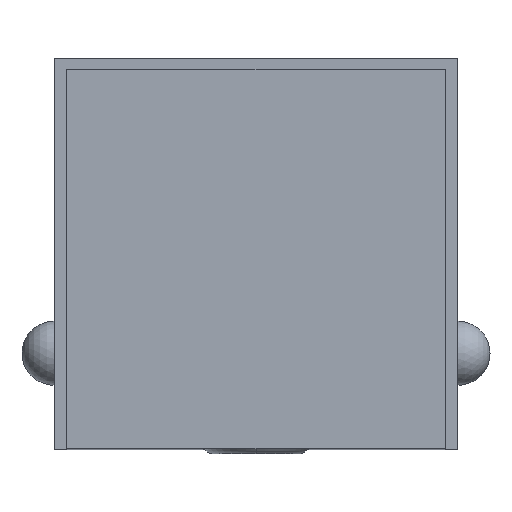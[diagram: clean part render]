
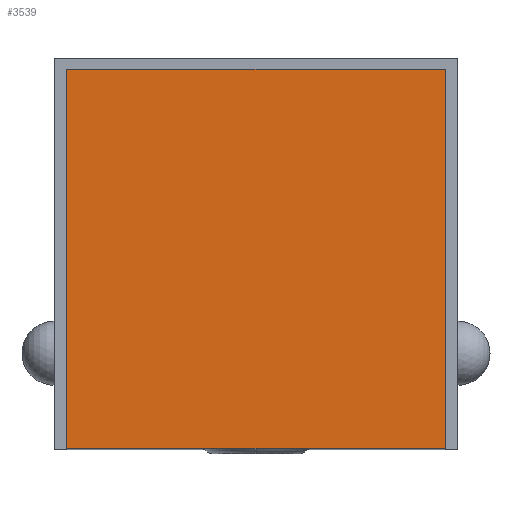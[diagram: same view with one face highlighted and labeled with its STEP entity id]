
A CAD part, top view. The second image highlights one B-rep face of the part: STEP entity #3539.
In plain terms, the highlighted planar face has unit normal (0, 0, 1).
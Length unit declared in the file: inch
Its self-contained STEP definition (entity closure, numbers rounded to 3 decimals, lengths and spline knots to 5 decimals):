
#946=DIRECTION('',(1.,0.,0.));
#947=VECTOR('',#946,1.18);
#948=CARTESIAN_POINT('',(-0.59,0.,0.));
#949=LINE('',#948,#947);
#1062=DIRECTION('',(0.,-1.,0.));
#1063=VECTOR('',#1062,1.18);
#1064=CARTESIAN_POINT('',(-0.59,1.18,0.));
#1065=LINE('',#1064,#1063);
#1341=DIRECTION('',(0.,-1.,0.));
#1342=VECTOR('',#1341,1.18);
#1343=CARTESIAN_POINT('',(0.59,1.18,0.));
#1344=LINE('',#1343,#1342);
#1377=DIRECTION('',(1.,0.,0.));
#1378=VECTOR('',#1377,1.18);
#1379=CARTESIAN_POINT('',(-0.59,1.18,0.));
#1380=LINE('',#1379,#1378);
#2264=CARTESIAN_POINT('',(-0.59,1.18,0.));
#2265=CARTESIAN_POINT('',(-0.59,0.,0.));
#2266=VERTEX_POINT('',#2264);
#2267=VERTEX_POINT('',#2265);
#2268=CARTESIAN_POINT('',(0.59,1.18,0.));
#2269=CARTESIAN_POINT('',(0.59,0.,0.));
#2270=VERTEX_POINT('',#2268);
#2271=VERTEX_POINT('',#2269);
#3528=CARTESIAN_POINT('',(-0.59,1.18,0.));
#3529=DIRECTION('',(0.,0.,1.));
#3530=DIRECTION('',(0.,-1.,0.));
#3531=AXIS2_PLACEMENT_3D('',#3528,#3529,#3530);
#3532=PLANE('',#3531);
#3533=ORIENTED_EDGE('',*,*,#3279,.F.);
#3534=ORIENTED_EDGE('',*,*,#3240,.T.);
#3535=ORIENTED_EDGE('',*,*,#3505,.T.);
#3536=ORIENTED_EDGE('',*,*,#3148,.F.);
#3537=EDGE_LOOP('',(#3533,#3534,#3535,#3536));
#3538=FACE_OUTER_BOUND('',#3537,.F.);
#3539=ADVANCED_FACE('',(#3538),#3532,.T.);
#3148=EDGE_CURVE('',#2267,#2271,#949,.T.);
#3240=EDGE_CURVE('',#2266,#2270,#1380,.T.);
#3279=EDGE_CURVE('',#2266,#2267,#1065,.T.);
#3505=EDGE_CURVE('',#2270,#2271,#1344,.T.);
